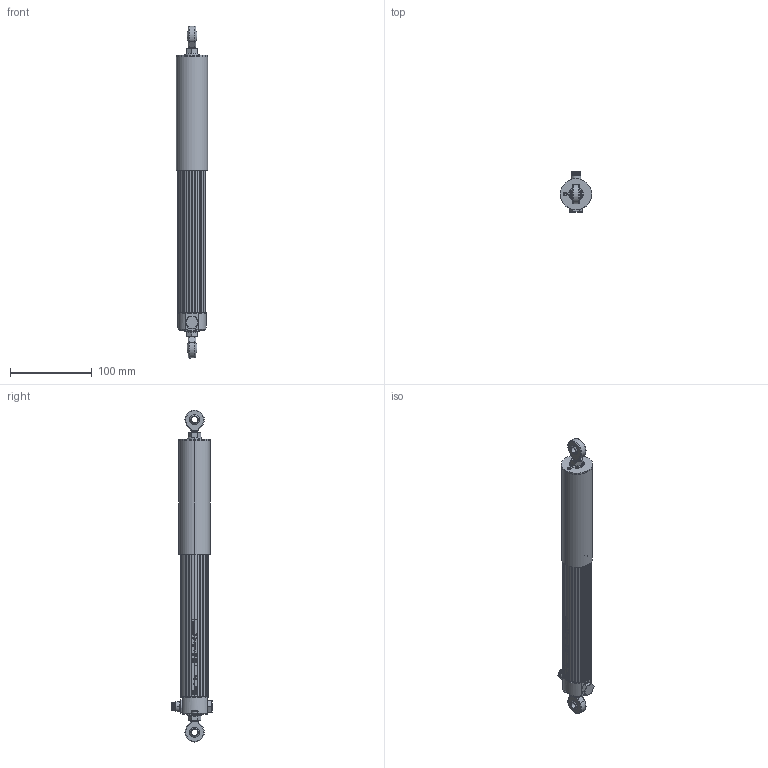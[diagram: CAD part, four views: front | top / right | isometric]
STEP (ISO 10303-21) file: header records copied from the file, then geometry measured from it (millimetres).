
FILE_DESCRIPTION (( 'STEP AP214' ), '1' );
FILE_NAME ('LWX-0100-004-101_extended.STEP', '2014-07-08T07:15:44', ( 'dummy' ), ( 'Microsoft' ), 'SwSTEP 2.0', 'SolidWorks 2013', '' );
FILE_SCHEMA (( 'AUTOMOTIVE_DESIGN' ));
Length unit declared in the file: millimetre
Products named in the file (1): LWX-0100-004-101_extended
Bounding box: 38.1 x 48.9 x 404.91 mm (x, y, z)
Surface area: 70580.3 mm2 (no closed solid volume)
Topology: 0 solids, 78 shells, 477 faces, 2812 edges, 2392 vertices
Faces by surface type: cylinder 193, plane 192, cone 34, torus 27, bspline 19, sphere 12
Entity records: 40979 total; most frequent: CARTESIAN_POINT 15761, ORIENTED_EDGE 3631, DIRECTION 3583, EDGE_CURVE 2812, VERTEX_POINT 2392, LINE 1369, VECTOR 1369, AXIS2_PLACEMENT_3D 1107
